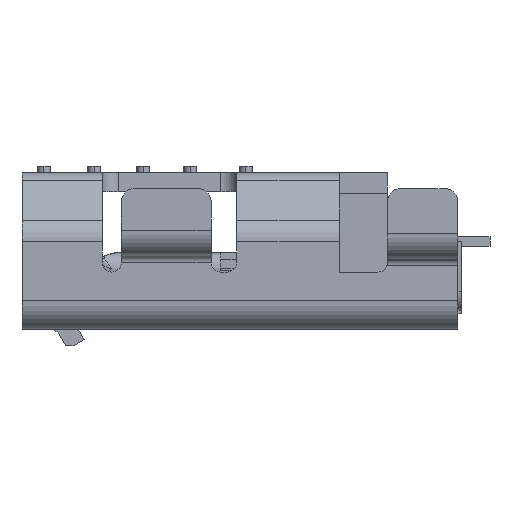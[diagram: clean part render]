
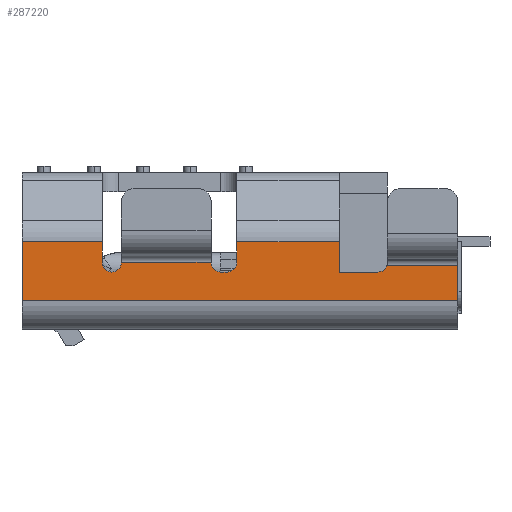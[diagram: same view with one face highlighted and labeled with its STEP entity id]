
A CAD part, front view. The second image highlights one B-rep face of the part: STEP entity #287220.
In plain terms, the highlighted face is planar.
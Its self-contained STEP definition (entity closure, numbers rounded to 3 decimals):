
#271060=CARTESIAN_POINT('',(-3.75,4.,-0.165));
#271070=VERTEX_POINT('',#271060);
#271100=CARTESIAN_POINT('',(-3.75,4.,-0.165));
#271110=DIRECTION('',(0.,0.,1.));
#271120=VECTOR('',#271110,0.324);
#271130=LINE('',#271100,#271120);
#271140=CARTESIAN_POINT('',(-3.75,4.,0.159));
#271150=VERTEX_POINT('',#271140);
#271160=EDGE_CURVE('',#271070,#271150,#271130,.T.);
#273240=CARTESIAN_POINT('',(-3.75,-1.55,-0.765));
#273250=VERTEX_POINT('',#273240);
#273280=CARTESIAN_POINT('',(-3.75,-1.55,-0.215));
#273290=DIRECTION('',(0.,0.,-1.));
#273300=VECTOR('',#273290,0.55);
#273310=LINE('',#273280,#273300);
#273320=CARTESIAN_POINT('',(-3.75,-1.55,-0.215));
#273330=VERTEX_POINT('',#273320);
#273340=EDGE_CURVE('',#273330,#273250,#273310,.T.);
#282030=CARTESIAN_POINT('',(-3.75,3.85,-0.315));
#282040=VERTEX_POINT('',#282030);
#282070=CARTESIAN_POINT('',(-3.75,3.85,-0.165));
#282080=DIRECTION('',(1.,0.,0.));
#282090=DIRECTION('',(0.,-1.,0.));
#282100=AXIS2_PLACEMENT_3D('',#282070,#282080,#282090);
#282110=CIRCLE('',#282100,0.15);
#282120=EDGE_CURVE('',#282040,#271070,#282110,.T.);
#282240=CARTESIAN_POINT('',(-3.75,0.3,-0.315));
#282250=VERTEX_POINT('',#282240);
#282280=CARTESIAN_POINT('',(-3.75,0.3,-0.315));
#282290=DIRECTION('',(0.,0.,1.));
#282300=VECTOR('',#282290,0.474);
#282310=LINE('',#282280,#282300);
#282320=CARTESIAN_POINT('',(-3.75,0.3,0.159));
#282330=VERTEX_POINT('',#282320);
#282340=EDGE_CURVE('',#282250,#282330,#282310,.T.);
#285320=CARTESIAN_POINT('',(-3.75,2.3,-0.165));
#285330=VERTEX_POINT('',#285320);
#285920=CARTESIAN_POINT('',(-3.75,2.15,-0.315));
#285930=VERTEX_POINT('',#285920);
#285960=CARTESIAN_POINT('',(-3.75,2.15,-0.165));
#285970=DIRECTION('',(1.,0.,0.));
#285980=DIRECTION('',(0.,0.,-1.));
#285990=AXIS2_PLACEMENT_3D('',#285960,#285970,#285980);
#286000=CIRCLE('',#285990,0.15);
#286010=EDGE_CURVE('',#285930,#285330,#286000,.T.);
#286180=CARTESIAN_POINT('',(-3.75,2.05,-0.315));
#286190=VERTEX_POINT('',#286180);
#286220=CARTESIAN_POINT('',(-3.75,2.05,-0.315));
#286230=DIRECTION('',(0.,1.,0.));
#286240=VECTOR('',#286230,0.1);
#286250=LINE('',#286220,#286240);
#286260=EDGE_CURVE('',#286190,#285930,#286250,.T.);
#286310=CARTESIAN_POINT('',(-3.75,2.1,-0.303));
#286320=DIRECTION('',(-1.,0.,0.));
#286330=DIRECTION('',(0.,0.,1.));
#286340=AXIS2_PLACEMENT_3D('',#286310,#286320,#286330);
#286350=PLANE('',#286340);
#286360=CARTESIAN_POINT('',(-3.75,-0.3,-0.315));
#286370=DIRECTION('',(0.,1.,0.));
#286380=VECTOR('',#286370,0.6);
#286390=LINE('',#286360,#286380);
#286400=CARTESIAN_POINT('',(-3.75,-0.3,-0.315));
#286410=VERTEX_POINT('',#286400);
#286420=EDGE_CURVE('',#286410,#282250,#286390,.T.);
#286430=ORIENTED_EDGE('',*,*,#286420,.T.);
#286440=CARTESIAN_POINT('',(-3.75,-0.3,-0.165));
#286450=DIRECTION('',(1.,0.,0.));
#286460=DIRECTION('',(0.,-0.943,-0.333));
#286470=AXIS2_PLACEMENT_3D('',#286440,#286450,#286460);
#286480=CIRCLE('',#286470,0.15);
#286490=CARTESIAN_POINT('',(-3.75,-0.441,-0.215));
#286500=VERTEX_POINT('',#286490);
#286510=EDGE_CURVE('',#286500,#286410,#286480,.T.);
#286520=ORIENTED_EDGE('',*,*,#286510,.T.);
#286530=CARTESIAN_POINT('',(-3.75,2.325,-0.215));
#286540=DIRECTION('',(0.,-1.,0.));
#286550=VECTOR('',#286540,1.);
#286560=LINE('',#286530,#286550);
#286570=EDGE_CURVE('',#286500,#273330,#286560,.T.);
#286580=ORIENTED_EDGE('',*,*,#286570,.F.);
#286590=ORIENTED_EDGE('',*,*,#273340,.F.);
#286600=CARTESIAN_POINT('',(-3.75,-1.05,-0.765));
#286610=DIRECTION('',(0.,-1.,0.));
#286620=VECTOR('',#286610,1.);
#286630=LINE('',#286600,#286620);
#286640=CARTESIAN_POINT('',(-3.75,5.25,-0.765));
#286650=VERTEX_POINT('',#286640);
#286660=EDGE_CURVE('',#286650,#273250,#286630,.T.);
#286670=ORIENTED_EDGE('',*,*,#286660,.T.);
#286680=CARTESIAN_POINT('',(-3.75,5.25,-0.765));
#286690=DIRECTION('',(0.,0.,1.));
#286700=VECTOR('',#286690,0.924);
#286710=LINE('',#286680,#286700);
#286720=CARTESIAN_POINT('',(-3.75,5.25,0.159));
#286730=VERTEX_POINT('',#286720);
#286740=EDGE_CURVE('',#286650,#286730,#286710,.T.);
#286750=ORIENTED_EDGE('',*,*,#286740,.F.);
#286760=CARTESIAN_POINT('',(-3.75,1.1,0.159));
#286770=DIRECTION('',(0.,-1.,0.));
#286780=VECTOR('',#286770,1.);
#286790=LINE('',#286760,#286780);
#286800=EDGE_CURVE('',#286730,#271150,#286790,.T.);
#286810=ORIENTED_EDGE('',*,*,#286800,.F.);
#286820=ORIENTED_EDGE('',*,*,#271160,.T.);
#286830=ORIENTED_EDGE('',*,*,#282120,.T.);
#286840=CARTESIAN_POINT('',(-3.75,3.7,-0.165));
#286850=VERTEX_POINT('',#286840);
#286860=EDGE_CURVE('',#286850,#282040,#282110,.T.);
#286870=ORIENTED_EDGE('',*,*,#286860,.T.);
#286880=CARTESIAN_POINT('',(-3.75,2.325,-0.165));
#286890=DIRECTION('',(0.,1.,0.));
#286900=VECTOR('',#286890,1.);
#286910=LINE('',#286880,#286900);
#286920=EDGE_CURVE('',#285330,#286850,#286910,.T.);
#286930=ORIENTED_EDGE('',*,*,#286920,.T.);
#286940=ORIENTED_EDGE('',*,*,#286010,.T.);
#286950=ORIENTED_EDGE('',*,*,#286260,.T.);
#286960=CARTESIAN_POINT('',(-3.75,2.05,-0.165));
#286970=DIRECTION('',(1.,0.,0.));
#286980=DIRECTION('',(0.,-1.,0.));
#286990=AXIS2_PLACEMENT_3D('',#286960,#286970,#286980);
#287000=CIRCLE('',#286990,0.15);
#287010=CARTESIAN_POINT('',(-3.75,1.9,-0.165));
#287020=VERTEX_POINT('',#287010);
#287030=EDGE_CURVE('',#287020,#286190,#287000,.T.);
#287040=ORIENTED_EDGE('',*,*,#287030,.T.);
#287050=CARTESIAN_POINT('',(-3.75,1.9,0.159));
#287060=DIRECTION('',(0.,0.,-1.));
#287070=VECTOR('',#287060,0.324);
#287080=LINE('',#287050,#287070);
#287090=CARTESIAN_POINT('',(-3.75,1.9,0.159));
#287100=VERTEX_POINT('',#287090);
#287110=EDGE_CURVE('',#287100,#287020,#287080,.T.);
#287120=ORIENTED_EDGE('',*,*,#287110,.T.);
#287130=CARTESIAN_POINT('',(-3.75,1.1,0.159));
#287140=DIRECTION('',(0.,-1.,0.));
#287150=VECTOR('',#287140,1.);
#287160=LINE('',#287130,#287150);
#287170=EDGE_CURVE('',#287100,#282330,#287160,.T.);
#287180=ORIENTED_EDGE('',*,*,#287170,.F.);
#287190=ORIENTED_EDGE('',*,*,#282340,.T.);
#287200=EDGE_LOOP('',(#287190,#287180,#287120,#287040,#286950,#286940,
#286930,#286870,#286830,#286820,#286810,#286750,#286670,#286590,#286580,
#286520,#286430));
#287210=FACE_OUTER_BOUND('',#287200,.T.);
#287220=ADVANCED_FACE('',(#287210),#286350,.T.);
